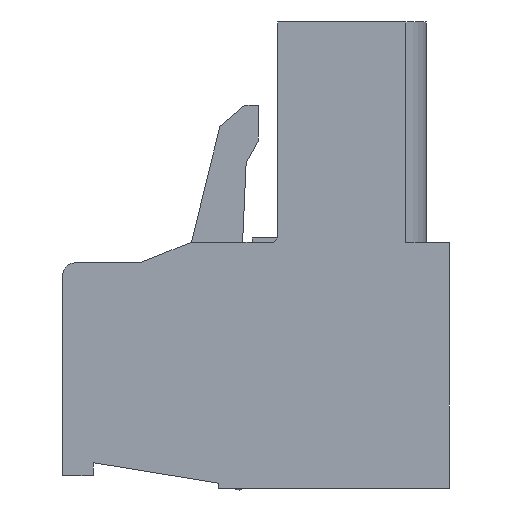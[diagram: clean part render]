
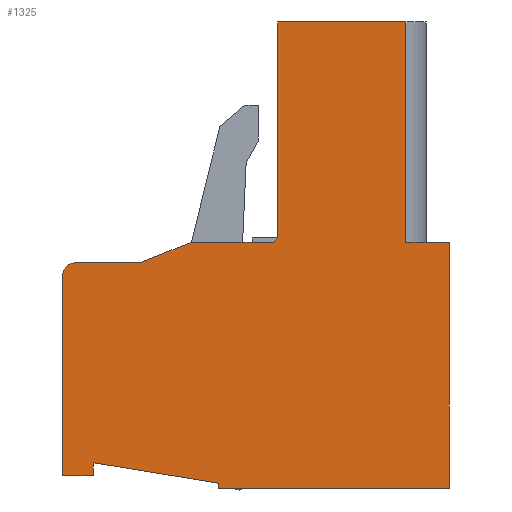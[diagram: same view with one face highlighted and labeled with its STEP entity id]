
A CAD part, front view. The second image highlights one B-rep face of the part: STEP entity #1325.
In plain terms, the highlighted planar face has unit normal (0, -1, 0).
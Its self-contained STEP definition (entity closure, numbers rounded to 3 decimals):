
#1325 = ADVANCED_FACE( '', ( #2643 ), #2644, .T. );
#2643 = FACE_OUTER_BOUND( '', #3944, .T. );
#2644 = PLANE( '', #3945 );
#3944 = EDGE_LOOP( '', ( #7463, #7464, #7465, #7466, #7467, #7468, #7469, #7470, #7471, #7472, #7473, #7474, #7475, #7476, #7477, #7478 ) );
#3945 = AXIS2_PLACEMENT_3D( '', #7479, #7480, #7481 );
#7463 = ORIENTED_EDGE( '', *, *, #8369, .T. );
#7464 = ORIENTED_EDGE( '', *, *, #8973, .T. );
#7465 = ORIENTED_EDGE( '', *, *, #9140, .T. );
#7466 = ORIENTED_EDGE( '', *, *, #8760, .T. );
#7467 = ORIENTED_EDGE( '', *, *, #7966, .T. );
#7468 = ORIENTED_EDGE( '', *, *, #8249, .T. );
#7469 = ORIENTED_EDGE( '', *, *, #8385, .T. );
#7470 = ORIENTED_EDGE( '', *, *, #8040, .T. );
#7471 = ORIENTED_EDGE( '', *, *, #8210, .T. );
#7472 = ORIENTED_EDGE( '', *, *, #9084, .T. );
#7473 = ORIENTED_EDGE( '', *, *, #8862, .T. );
#7474 = ORIENTED_EDGE( '', *, *, #8836, .T. );
#7475 = ORIENTED_EDGE( '', *, *, #8206, .T. );
#7476 = ORIENTED_EDGE( '', *, *, #7794, .T. );
#7477 = ORIENTED_EDGE( '', *, *, #8309, .T. );
#7478 = ORIENTED_EDGE( '', *, *, #9111, .T. );
#7479 = CARTESIAN_POINT( '', ( 0., -10.43, 0. ) );
#7480 = DIRECTION( '', ( 0., -1., 0. ) );
#7481 = DIRECTION( '', ( 0., 0., -1. ) );
#7794 = EDGE_CURVE( '', #9301, #9299, #9302, .T. );
#7966 = EDGE_CURVE( '', #9542, #9602, #9604, .T. );
#8040 = EDGE_CURVE( '', #9735, #9733, #9736, .T. );
#8206 = EDGE_CURVE( '', #9996, #9301, #10000, .T. );
#8210 = EDGE_CURVE( '', #9733, #10004, #10006, .T. );
#8249 = EDGE_CURVE( '', #9602, #10067, #10069, .T. );
#8309 = EDGE_CURVE( '', #9299, #10163, #10165, .T. );
#8369 = EDGE_CURVE( '', #10258, #10256, #10259, .T. );
#8385 = EDGE_CURVE( '', #10067, #9735, #10280, .T. );
#8760 = EDGE_CURVE( '', #10818, #9542, #10819, .T. );
#8836 = EDGE_CURVE( '', #10914, #9996, #10915, .T. );
#8862 = EDGE_CURVE( '', #10945, #10914, #10947, .T. );
#8973 = EDGE_CURVE( '', #10256, #11088, #11089, .T. );
#9084 = EDGE_CURVE( '', #10004, #10945, #11213, .T. );
#9111 = EDGE_CURVE( '', #10163, #10258, #11241, .T. );
#9140 = EDGE_CURVE( '', #11088, #10818, #11270, .T. );
#9299 = VERTEX_POINT( '', #11491 );
#9301 = VERTEX_POINT( '', #11494 );
#9302 = LINE( '', #11495, #11496 );
#9542 = VERTEX_POINT( '', #11825 );
#9602 = VERTEX_POINT( '', #11912 );
#9604 = LINE( '', #11915, #11916 );
#9733 = VERTEX_POINT( '', #12097 );
#9735 = VERTEX_POINT( '', #12100 );
#9736 = LINE( '', #12101, #12102 );
#9996 = VERTEX_POINT( '', #12476 );
#10000 = LINE( '', #12482, #12483 );
#10004 = VERTEX_POINT( '', #12488 );
#10006 = LINE( '', #12491, #12492 );
#10067 = VERTEX_POINT( '', #12581 );
#10069 = LINE( '', #12584, #12585 );
#10163 = VERTEX_POINT( '', #12719 );
#10165 = LINE( '', #12722, #12723 );
#10256 = VERTEX_POINT( '', #12856 );
#10258 = VERTEX_POINT( '', #12859 );
#10259 = LINE( '', #12860, #12861 );
#10280 = LINE( '', #12890, #12891 );
#10818 = VERTEX_POINT( '', #13674 );
#10819 = LINE( '', #13675, #13676 );
#10914 = VERTEX_POINT( '', #13822 );
#10915 = LINE( '', #13823, #13824 );
#10945 = VERTEX_POINT( '', #13867 );
#10947 = LINE( '', #13870, #13871 );
#11088 = VERTEX_POINT( '', #14077 );
#11089 = CIRCLE( '', #14078, 0.5 );
#11213 = LINE( '', #14252, #14253 );
#11241 = LINE( '', #14289, #14290 );
#11270 = LINE( '', #14326, #14327 );
#11491 = CARTESIAN_POINT( '', ( -3.074, -10.43, 4.95 ) );
#11494 = CARTESIAN_POINT( '', ( -2.9, -10.43, 5.124 ) );
#11495 = CARTESIAN_POINT( '', ( -2.9, -10.43, 5.124 ) );
#11496 = VECTOR( '', #14425, 1000. );
#11825 = CARTESIAN_POINT( '', ( -10.1, -10.43, -4.15 ) );
#11912 = CARTESIAN_POINT( '', ( -10.1, -10.43, -3.65 ) );
#11915 = CARTESIAN_POINT( '', ( -10.1, -10.43, -4.15 ) );
#11916 = VECTOR( '', #14618, 1000. );
#12097 = CARTESIAN_POINT( '', ( 3.8, -10.43, -4.65 ) );
#12100 = CARTESIAN_POINT( '', ( -5.2, -10.43, -4.65 ) );
#12101 = CARTESIAN_POINT( '', ( -5.2, -10.43, -4.65 ) );
#12102 = VECTOR( '', #14693, 1000. );
#12476 = CARTESIAN_POINT( '', ( -2.9, -10.43, 13.55 ) );
#12482 = CARTESIAN_POINT( '', ( -2.9, -10.43, 13.55 ) );
#12483 = VECTOR( '', #14846, 1000. );
#12488 = CARTESIAN_POINT( '', ( 3.8, -10.43, 4.95 ) );
#12491 = CARTESIAN_POINT( '', ( 3.8, -10.43, -4.65 ) );
#12492 = VECTOR( '', #14849, 1000. );
#12581 = CARTESIAN_POINT( '', ( -5.2, -10.43, -4.45 ) );
#12584 = CARTESIAN_POINT( '', ( -10.1, -10.43, -3.65 ) );
#12585 = VECTOR( '', #14885, 1000. );
#12719 = CARTESIAN_POINT( '', ( -6.274, -10.43, 4.95 ) );
#12722 = CARTESIAN_POINT( '', ( -3.074, -10.43, 4.95 ) );
#12723 = VECTOR( '', #14942, 1000. );
#12856 = CARTESIAN_POINT( '', ( -10.8, -10.43, 4.15 ) );
#12859 = CARTESIAN_POINT( '', ( -8.3, -10.43, 4.15 ) );
#12860 = CARTESIAN_POINT( '', ( -8.3, -10.43, 4.15 ) );
#12861 = VECTOR( '', #14992, 1000. );
#12890 = CARTESIAN_POINT( '', ( -5.2, -10.43, -4.45 ) );
#12891 = VECTOR( '', #15007, 1000. );
#13674 = CARTESIAN_POINT( '', ( -11.3, -10.43, -4.15 ) );
#13675 = CARTESIAN_POINT( '', ( -11.3, -10.43, -4.15 ) );
#13676 = VECTOR( '', #15348, 1000. );
#13822 = CARTESIAN_POINT( '', ( 2.1, -10.43, 13.55 ) );
#13823 = CARTESIAN_POINT( '', ( 2.9, -10.43, 13.55 ) );
#13824 = VECTOR( '', #15406, 1000. );
#13867 = CARTESIAN_POINT( '', ( 2.1, -10.43, 4.95 ) );
#13870 = CARTESIAN_POINT( '', ( 2.1, -10.43, -17.984 ) );
#13871 = VECTOR( '', #15430, 1000. );
#14077 = CARTESIAN_POINT( '', ( -11.3, -10.43, 3.65 ) );
#14078 = AXIS2_PLACEMENT_3D( '', #15531, #15532, #15533 );
#14252 = CARTESIAN_POINT( '', ( 3.8, -10.43, 4.95 ) );
#14253 = VECTOR( '', #15620, 1000. );
#14289 = CARTESIAN_POINT( '', ( -6.274, -10.43, 4.95 ) );
#14290 = VECTOR( '', #15632, 1000. );
#14326 = CARTESIAN_POINT( '', ( -11.3, -10.43, 4.15 ) );
#14327 = VECTOR( '', #15640, 1000. );
#14425 = DIRECTION( '', ( -0.707, 0., -0.707 ) );
#14618 = DIRECTION( '', ( 0., 0., 1. ) );
#14693 = DIRECTION( '', ( 1., 0., 0. ) );
#14846 = DIRECTION( '', ( 0., 0., -1. ) );
#14849 = DIRECTION( '', ( 0., 0., 1. ) );
#14885 = DIRECTION( '', ( 0.987, 0., -0.161 ) );
#14942 = DIRECTION( '', ( -1., 0., 0. ) );
#14992 = DIRECTION( '', ( -1., 0., 0. ) );
#15007 = DIRECTION( '', ( 0., 0., -1. ) );
#15348 = DIRECTION( '', ( 1., 0., 0. ) );
#15406 = DIRECTION( '', ( -1., 0., 0. ) );
#15430 = DIRECTION( '', ( 0., 0., 1. ) );
#15531 = CARTESIAN_POINT( '', ( -10.8, -10.43, 3.65 ) );
#15532 = DIRECTION( '', ( 0., -1., 0. ) );
#15533 = DIRECTION( '', ( 0., 0., -1. ) );
#15620 = DIRECTION( '', ( -1., 0., 0. ) );
#15632 = DIRECTION( '', ( -0.93, 0., -0.367 ) );
#15640 = DIRECTION( '', ( 0., 0., -1. ) );
